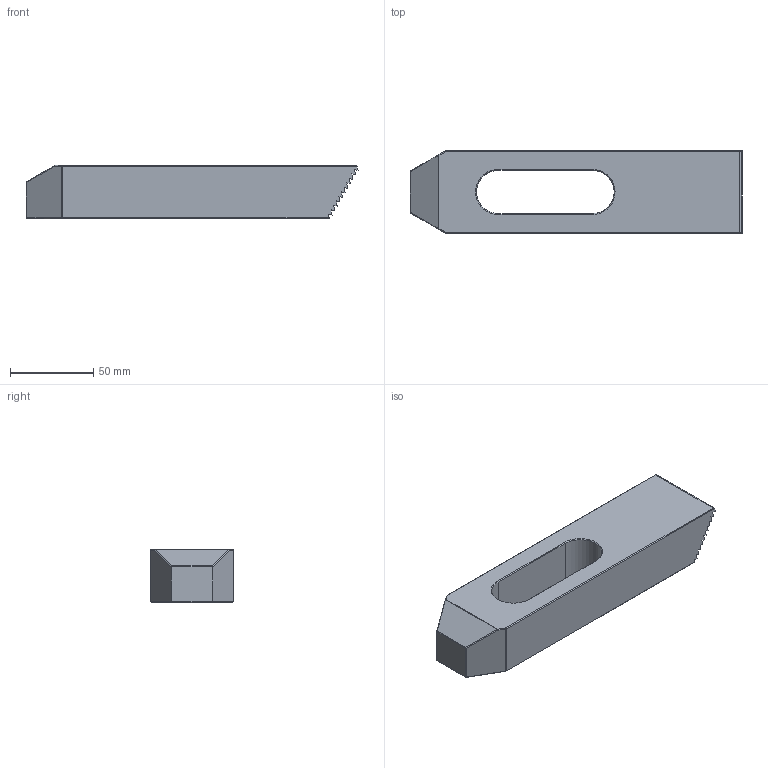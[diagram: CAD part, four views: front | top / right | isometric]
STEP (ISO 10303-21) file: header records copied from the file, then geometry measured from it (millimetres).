
FILE_DESCRIPTION( ( 'Unknown' ), '1' );
FILE_NAME( 'CP25-24200.stp', 'Unknown', ( 'Unknown' ), ( 'Unknown' ), 'XStep 1.0', 'Unknown', ' ' );
FILE_SCHEMA( ( 'CONFIG_CONTROL_DESIGN' ) );
Length unit declared in the file: millimetre
Products named in the file (1): 1
Bounding box: 200 x 50 x 32 mm (x, y, z)
Volume: 230026.1 mm3; surface area: 36496.7 mm2
Topology: 1 solids, 1 shells, 77 faces, 217 edges, 142 vertices
Faces by surface type: plane 70, cone 4, cylinder 3
Entity records: 2487 total; most frequent: CARTESIAN_POINT 437, ORIENTED_EDGE 434, DIRECTION 385, EDGE_CURVE 217, LINE 205, VECTOR 205, VERTEX_POINT 142, AXIS2_PLACEMENT_3D 90
